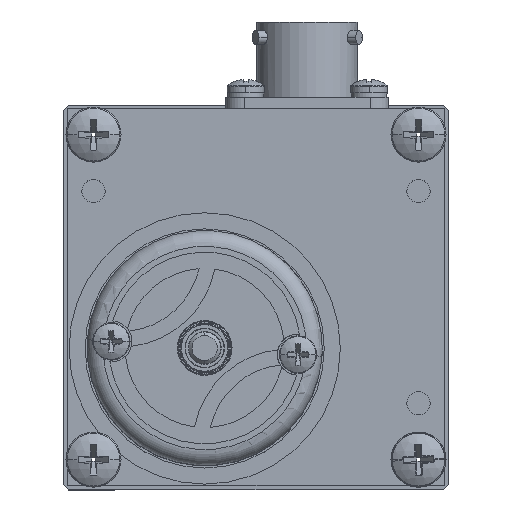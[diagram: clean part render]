
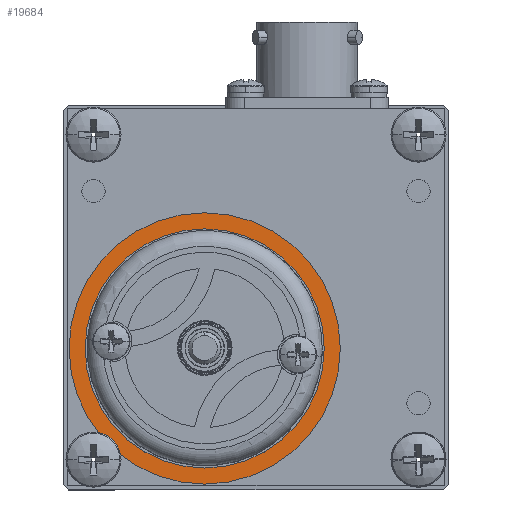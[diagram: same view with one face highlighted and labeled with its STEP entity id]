
A CAD part, top view. The second image highlights one B-rep face of the part: STEP entity #19684.
In plain terms, the highlighted planar face has unit normal (0, 0, 1).
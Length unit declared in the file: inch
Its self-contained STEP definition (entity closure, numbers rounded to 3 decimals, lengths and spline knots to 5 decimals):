
#369 = AXIS2_PLACEMENT_3D ( 'NONE', #32162, #13911, #38253 ) ;
#4080 = ORIENTED_EDGE ( 'NONE', *, *, #26546, .T. ) ;
#8477 = VERTEX_POINT ( 'NONE', #11105 ) ;
#9552 = DIRECTION ( 'NONE',  ( 0., 0., 1. ) ) ;
#9619 = AXIS2_PLACEMENT_3D ( 'NONE', #26454, #35640, #23397 ) ;
#9646 = DIRECTION ( 'NONE',  ( 0., 0., 1. ) ) ;
#10145 = VERTEX_POINT ( 'NONE', #16748 ) ;
#11105 = CARTESIAN_POINT ( 'NONE',  ( -0.3, 0.399, 3.112 ) ) ;
#11671 = DIRECTION ( 'NONE',  ( 0., 1., 0. ) ) ;
#13453 = EDGE_LOOP ( 'NONE', ( #34424, #4080 ) ) ;
#13911 = DIRECTION ( 'NONE',  ( 0., 0., 1. ) ) ;
#15350 = CARTESIAN_POINT ( 'NONE',  ( -0.3, -0.999, 3.112 ) ) ;
#15548 = EDGE_CURVE ( 'NONE', #8477, #29301, #23415, .T. ) ;
#15744 = FACE_BOUND ( 'NONE', #31378, .T. ) ;
#16748 = CARTESIAN_POINT ( 'NONE',  ( -0.3, -1.093, 3.112 ) ) ;
#18338 = CARTESIAN_POINT ( 'NONE',  ( -0.3, -0.3, 3.112 ) ) ;
#19482 = CIRCLE ( 'NONE', #38543, 0.793 ) ;
#19684 = ADVANCED_FACE ( 'NONE', ( #15744, #23389 ), #27878, .T. ) ;
#20298 = CIRCLE ( 'NONE', #9619, 0.699 ) ;
#20816 = ORIENTED_EDGE ( 'NONE', *, *, #28383, .F. ) ;
#23389 = FACE_OUTER_BOUND ( 'NONE', #13453, .T. ) ;
#23397 = DIRECTION ( 'NONE',  ( 0., 1., 0. ) ) ;
#23415 = CIRCLE ( 'NONE', #369, 0.699 ) ;
#24702 = CARTESIAN_POINT ( 'NONE',  ( -0.3, -0.3, 3.112 ) ) ;
#25363 = CARTESIAN_POINT ( 'NONE',  ( -0.3, 0.493, 3.112 ) ) ;
#26454 = CARTESIAN_POINT ( 'NONE',  ( -0.3, -0.3, 3.112 ) ) ;
#26546 = EDGE_CURVE ( 'NONE', #10145, #37342, #26602, .T. ) ;
#26602 = CIRCLE ( 'NONE', #31706, 0.793 ) ;
#27878 = PLANE ( 'NONE',  #38173 ) ;
#27906 = DIRECTION ( 'NONE',  ( 0., 1., 0. ) ) ;
#28383 = EDGE_CURVE ( 'NONE', #29301, #8477, #20298, .T. ) ;
#29301 = VERTEX_POINT ( 'NONE', #15350 ) ;
#29919 = CARTESIAN_POINT ( 'NONE',  ( -0.3, -0.3, 3.112 ) ) ;
#30174 = DIRECTION ( 'NONE',  ( 0., 1., 0. ) ) ;
#31378 = EDGE_LOOP ( 'NONE', ( #33133, #20816 ) ) ;
#31706 = AXIS2_PLACEMENT_3D ( 'NONE', #29919, #33210, #30174 ) ;
#32162 = CARTESIAN_POINT ( 'NONE',  ( -0.3, -0.3, 3.112 ) ) ;
#33133 = ORIENTED_EDGE ( 'NONE', *, *, #15548, .F. ) ;
#33210 = DIRECTION ( 'NONE',  ( 0., 0., 1. ) ) ;
#34424 = ORIENTED_EDGE ( 'NONE', *, *, #39285, .T. ) ;
#35640 = DIRECTION ( 'NONE',  ( 0., 0., 1. ) ) ;
#37342 = VERTEX_POINT ( 'NONE', #25363 ) ;
#38173 = AXIS2_PLACEMENT_3D ( 'NONE', #24702, #9646, #11671 ) ;
#38253 = DIRECTION ( 'NONE',  ( 0., 1., 0. ) ) ;
#38543 = AXIS2_PLACEMENT_3D ( 'NONE', #18338, #9552, #27906 ) ;
#39285 = EDGE_CURVE ( 'NONE', #37342, #10145, #19482, .T. ) ;
